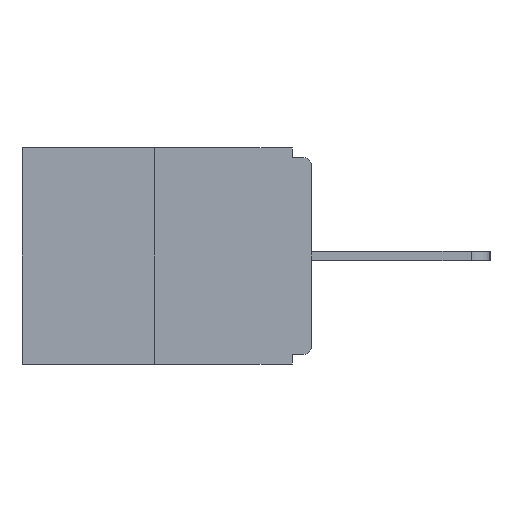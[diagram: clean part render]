
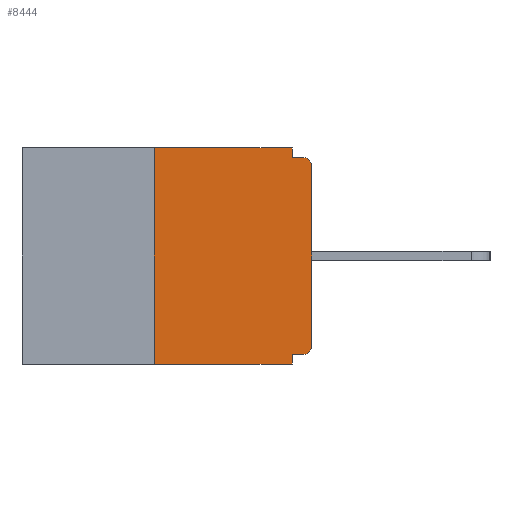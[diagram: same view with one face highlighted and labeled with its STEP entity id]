
A CAD part, left-side view. The second image highlights one B-rep face of the part: STEP entity #8444.
In plain terms, the highlighted planar face has unit normal (-1, 0, 0).
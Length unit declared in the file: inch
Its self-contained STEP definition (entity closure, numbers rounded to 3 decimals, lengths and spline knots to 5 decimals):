
#353 = CARTESIAN_POINT ( 'NONE',  ( 0., 0.015, -0.328 ) ) ;
#412 = CARTESIAN_POINT ( 'NONE',  ( 0., 0., -0.015 ) ) ;
#470 = ORIENTED_EDGE ( 'NONE', *, *, #15780, .T. ) ;
#546 = CARTESIAN_POINT ( 'NONE',  ( 0., 0.031, -0.343 ) ) ;
#1365 = LINE ( 'NONE', #13061, #20168 ) ;
#1613 = EDGE_CURVE ( 'NONE', #1641, #21896, #16844, .T. ) ;
#1641 = VERTEX_POINT ( 'NONE', #353 ) ;
#1662 = ORIENTED_EDGE ( 'NONE', *, *, #18359, .F. ) ;
#1800 = EDGE_CURVE ( 'NONE', #19167, #3200, #9064, .T. ) ;
#2135 = DIRECTION ( 'NONE',  ( 0., 1., 0. ) ) ;
#2303 = DIRECTION ( 'NONE',  ( 0., 0., -1. ) ) ;
#2333 = CARTESIAN_POINT ( 'NONE',  ( 0., 0.031, 0. ) ) ;
#2480 = VECTOR ( 'NONE', #14879, 39.37008 ) ;
#2653 = ORIENTED_EDGE ( 'NONE', *, *, #20643, .F. ) ;
#2728 = CARTESIAN_POINT ( 'NONE',  ( 0., 0.015, -0.313 ) ) ;
#2764 = PLANE ( 'NONE',  #8647 ) ;
#2961 = FACE_OUTER_BOUND ( 'NONE', #10786, .T. ) ;
#3200 = VERTEX_POINT ( 'NONE', #15515 ) ;
#3221 = EDGE_CURVE ( 'NONE', #21014, #15771, #17595, .T. ) ;
#3266 = VERTEX_POINT ( 'NONE', #546 ) ;
#3722 = CARTESIAN_POINT ( 'NONE',  ( 0., 0., -0.03 ) ) ;
#3898 = ORIENTED_EDGE ( 'NONE', *, *, #1613, .T. ) ;
#4048 = ORIENTED_EDGE ( 'NONE', *, *, #8644, .T. ) ;
#4259 = VECTOR ( 'NONE', #5761, 39.37008 ) ;
#4598 = DIRECTION ( 'NONE',  ( 0., 0., -1. ) ) ;
#4653 = CARTESIAN_POINT ( 'NONE',  ( 0., 0.031, -0.015 ) ) ;
#4685 = DIRECTION ( 'NONE',  ( 0., 0., 1. ) ) ;
#4856 = ORIENTED_EDGE ( 'NONE', *, *, #13002, .T. ) ;
#5015 = CARTESIAN_POINT ( 'NONE',  ( 0., 0.46, -0.343 ) ) ;
#5703 = ORIENTED_EDGE ( 'NONE', *, *, #1800, .F. ) ;
#5761 = DIRECTION ( 'NONE',  ( 0., -1., 0. ) ) ;
#5972 = CARTESIAN_POINT ( 'NONE',  ( 0., 0.031, -0.328 ) ) ;
#6041 = LINE ( 'NONE', #18625, #19973 ) ;
#6160 = DIRECTION ( 'NONE',  ( 0., 0., -1. ) ) ;
#6320 = ORIENTED_EDGE ( 'NONE', *, *, #23286, .F. ) ;
#6404 = DIRECTION ( 'NONE',  ( -1., 0., 0. ) ) ;
#6593 = AXIS2_PLACEMENT_3D ( 'NONE', #21346, #10481, #23121 ) ;
#6943 = VERTEX_POINT ( 'NONE', #3722 ) ;
#7229 = VERTEX_POINT ( 'NONE', #19042 ) ;
#8063 = VECTOR ( 'NONE', #4685, 39.37008 ) ;
#8444 = ADVANCED_FACE ( 'NONE', ( #2961 ), #2764, .F. ) ;
#8644 = EDGE_CURVE ( 'NONE', #21896, #6943, #23635, .T. ) ;
#8647 = AXIS2_PLACEMENT_3D ( 'NONE', #17290, #15548, #4598 ) ;
#8728 = VECTOR ( 'NONE', #11902, 39.37008 ) ;
#9064 = LINE ( 'NONE', #412, #4259 ) ;
#10481 = DIRECTION ( 'NONE',  ( -1., 0., 0. ) ) ;
#10714 = VECTOR ( 'NONE', #21359, 39.37008 ) ;
#10786 = EDGE_LOOP ( 'NONE', ( #20745, #22899, #470, #1662, #2653, #3898, #4048, #4856, #5703, #6320 ) ) ;
#11423 = DIRECTION ( 'NONE',  ( 0., 0., -1. ) ) ;
#11902 = DIRECTION ( 'NONE',  ( 0., 0., 1. ) ) ;
#12408 = CARTESIAN_POINT ( 'NONE',  ( 0., 0.46, 0. ) ) ;
#13002 = EDGE_CURVE ( 'NONE', #6943, #3200, #22607, .T. ) ;
#13061 = CARTESIAN_POINT ( 'NONE',  ( 0., 0., -0.328 ) ) ;
#13302 = LINE ( 'NONE', #2333, #22848 ) ;
#13738 = CARTESIAN_POINT ( 'NONE',  ( 0., 0.25, 0. ) ) ;
#14105 = CARTESIAN_POINT ( 'NONE',  ( 0., 0.031, 0. ) ) ;
#14879 = DIRECTION ( 'NONE',  ( 0., -1., 0. ) ) ;
#15515 = CARTESIAN_POINT ( 'NONE',  ( 0., 0.015, -0.015 ) ) ;
#15548 = DIRECTION ( 'NONE',  ( 1., 0., 0. ) ) ;
#15771 = VERTEX_POINT ( 'NONE', #14105 ) ;
#15780 = EDGE_CURVE ( 'NONE', #7229, #3266, #20881, .T. ) ;
#16844 = CIRCLE ( 'NONE', #17476, 0.015 ) ;
#16945 = CARTESIAN_POINT ( 'NONE',  ( 0., 0., -0.313 ) ) ;
#17290 = CARTESIAN_POINT ( 'NONE',  ( 0., 0.46, 0. ) ) ;
#17458 = CARTESIAN_POINT ( 'NONE',  ( 0., 0., 0. ) ) ;
#17476 = AXIS2_PLACEMENT_3D ( 'NONE', #2728, #6404, #6160 ) ;
#17595 = LINE ( 'NONE', #12408, #2480 ) ;
#17884 = LINE ( 'NONE', #13738, #8728 ) ;
#18359 = EDGE_CURVE ( 'NONE', #19617, #3266, #6041, .T. ) ;
#18625 = CARTESIAN_POINT ( 'NONE',  ( 0., 0.031, -0.343 ) ) ;
#19042 = CARTESIAN_POINT ( 'NONE',  ( 0., 0.25, -0.343 ) ) ;
#19167 = VERTEX_POINT ( 'NONE', #4653 ) ;
#19527 = CARTESIAN_POINT ( 'NONE',  ( 0., 0.25, 0. ) ) ;
#19617 = VERTEX_POINT ( 'NONE', #5972 ) ;
#19973 = VECTOR ( 'NONE', #2303, 39.37008 ) ;
#20168 = VECTOR ( 'NONE', #2135, 39.37008 ) ;
#20643 = EDGE_CURVE ( 'NONE', #1641, #19617, #1365, .T. ) ;
#20745 = ORIENTED_EDGE ( 'NONE', *, *, #3221, .F. ) ;
#20881 = LINE ( 'NONE', #5015, #10714 ) ;
#21014 = VERTEX_POINT ( 'NONE', #19527 ) ;
#21346 = CARTESIAN_POINT ( 'NONE',  ( 0., 0.015, -0.03 ) ) ;
#21359 = DIRECTION ( 'NONE',  ( 0., -1., 0. ) ) ;
#21896 = VERTEX_POINT ( 'NONE', #16945 ) ;
#22031 = EDGE_CURVE ( 'NONE', #7229, #21014, #17884, .T. ) ;
#22607 = CIRCLE ( 'NONE', #6593, 0.015 ) ;
#22848 = VECTOR ( 'NONE', #11423, 39.37008 ) ;
#22899 = ORIENTED_EDGE ( 'NONE', *, *, #22031, .F. ) ;
#23121 = DIRECTION ( 'NONE',  ( 0., 0., -1. ) ) ;
#23286 = EDGE_CURVE ( 'NONE', #15771, #19167, #13302, .T. ) ;
#23635 = LINE ( 'NONE', #17458, #8063 ) ;
